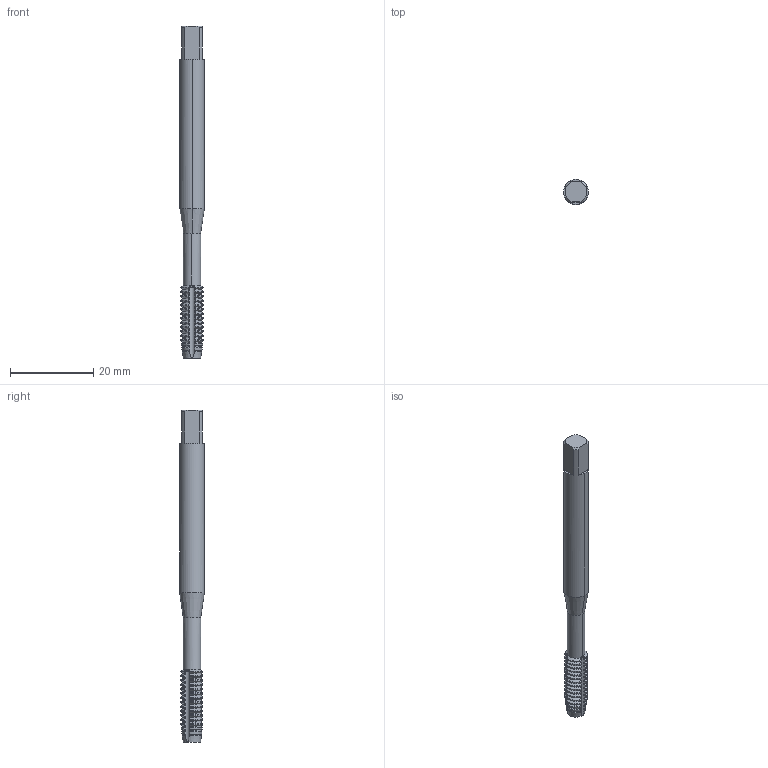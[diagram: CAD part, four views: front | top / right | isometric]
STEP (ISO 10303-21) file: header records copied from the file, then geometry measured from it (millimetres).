
FILE_DESCRIPTION(('no description'),'unknown implementation level');
FILE_NAME('solidMiy2XEelXES4Cl_0feLQrknDERc_1.STP',' ',('CIM GmbH Aachen'),('CADClick - KiM GmbH - www.kimweb.de'),'unknown preprocess','ACIS','unknown authorization');
FILE_SCHEMA(('automotive_design'));
Length unit declared in the file: millimetre
Products named in the file (2): 1; 2
Bounding box: 6 x 6 x 80 mm (x, y, z)
Volume: 1808.4 mm3; surface area: 1940.8 mm2
Topology: 2 solids, 2 shells, 436 faces, 1224 edges, 792 vertices
Faces by surface type: cone 186, cylinder 149, plane 95, torus 6
Entity records: 29258 total; most frequent: CARTESIAN_POINT 4524, STYLED_ITEM 2454, PRESENTATION_STYLE_ASSIGNMENT 2454, COLOUR_RGB 2454, ORIENTED_EDGE 2448, DIRECTION 2267, EDGE_CURVE 1224, CURVE_STYLE 1224
